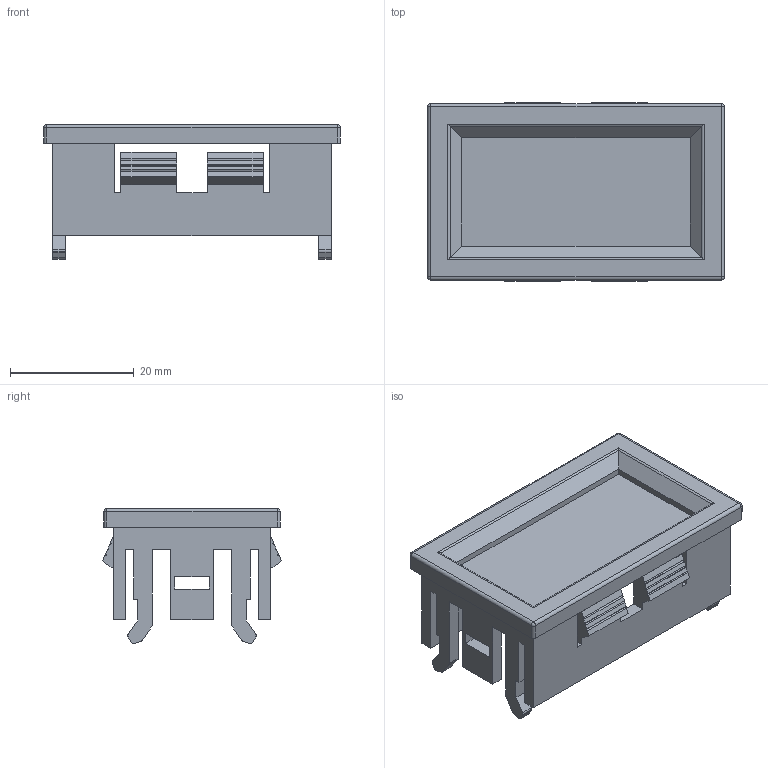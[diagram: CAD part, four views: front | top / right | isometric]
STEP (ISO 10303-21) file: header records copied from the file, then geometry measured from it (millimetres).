
FILE_DESCRIPTION (( 'STEP AP214' ), '1' );
FILE_NAME ('v & a metr.STEP', '2023-02-15T22:47:39', ( '' ), ( '' ), 'SwSTEP 2.0', 'SolidWorks 2021', '' );
FILE_SCHEMA (( 'AUTOMOTIVE_DESIGN' ));
Length unit declared in the file: millimetre
Products named in the file (1): v & a metr
Bounding box: 48 x 28.9 x 21.78 mm (x, y, z)
Volume: 5437.3 mm3; surface area: 7606 mm2
Topology: 1 solids, 1 shells, 178 faces, 512 edges, 332 vertices
Faces by surface type: plane 126, cylinder 48, sphere 4
Entity records: 5856 total; most frequent: CARTESIAN_POINT 1031, ORIENTED_EDGE 1016, DIRECTION 950, EDGE_CURVE 508, VECTOR 416, LINE 416, VERTEX_POINT 332, AXIS2_PLACEMENT_3D 267
